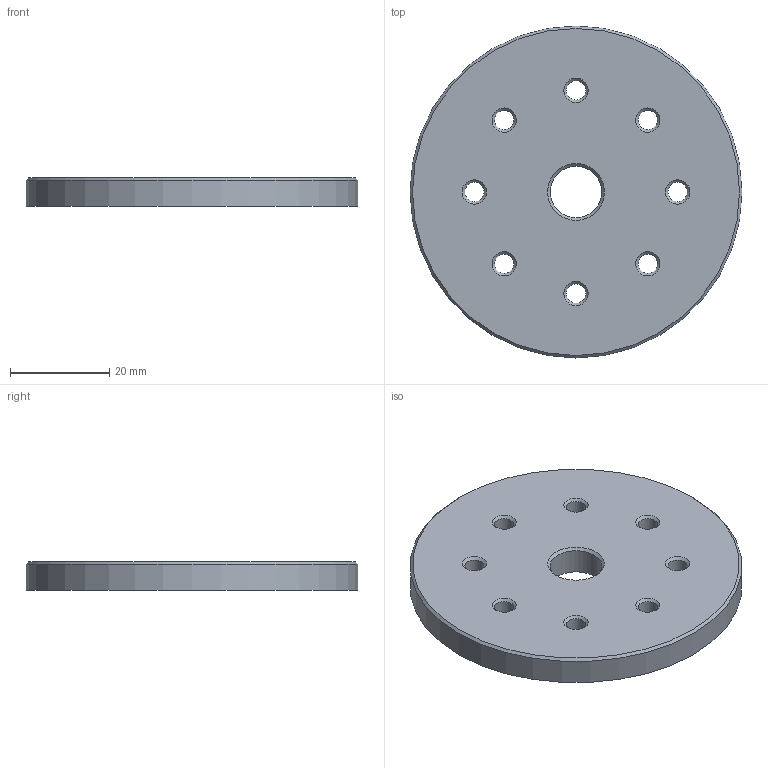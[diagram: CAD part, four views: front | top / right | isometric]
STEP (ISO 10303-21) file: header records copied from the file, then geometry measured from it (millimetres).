
FILE_DESCRIPTION(('Open CASCADE Model'),'2;1');
FILE_NAME('Open CASCADE Shape Model','2026-01-14T10:56:06',('Author'),( 'Open CASCADE'),'Open CASCADE STEP processor 7.8','Open CASCADE 7.8' ,'Unknown');
FILE_SCHEMA(('AUTOMOTIVE_DESIGN { 1 0 10303 214 1 1 1 1 }'));
Length unit declared in the file: millimetre
Products named in the file (1): Open CASCADE STEP translator 7.8 2
Bounding box: 66.87 x 66.87 x 5.72 mm (x, y, z)
Volume: 19022.3 mm3; surface area: 8515.5 mm2
Topology: 1 solids, 1 shells, 22 faces, 50 edges, 30 vertices
Faces by surface type: cylinder 10, cone 10, plane 2
Full cylindrical faces by diameter (mm): 3.891 x8, 10.448 x1, 66.873 x1
Entity records: 1354 total; most frequent: CARTESIAN_POINT 331, DIRECTION 188, ORIENTED_EDGE 100, PCURVE 100, DEFINITIONAL_REPRESENTATION 100, LINE 80, VECTOR 80, AXIS2_PLACEMENT_3D 53
